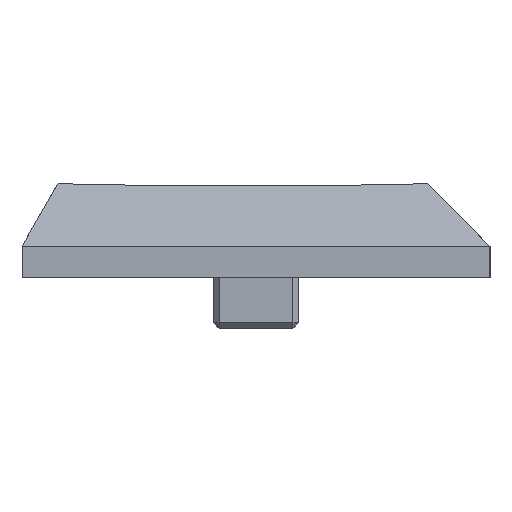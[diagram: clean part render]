
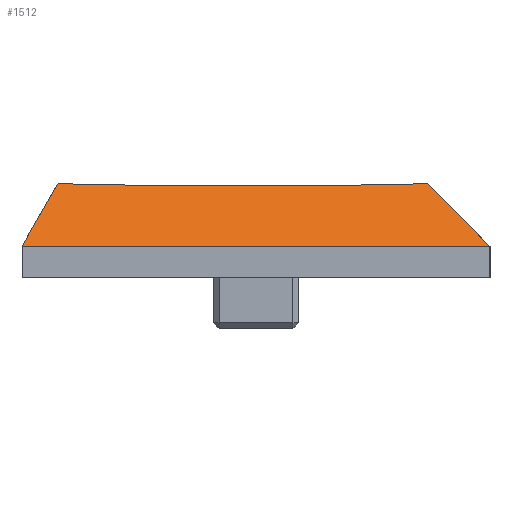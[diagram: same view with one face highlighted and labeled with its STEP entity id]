
A CAD part, left-side view. The second image highlights one B-rep face of the part: STEP entity #1512.
In plain terms, the highlighted planar face has unit normal (-0.866, 0, 0.5).
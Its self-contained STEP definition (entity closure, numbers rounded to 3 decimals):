
#99=FACE_OUTER_BOUND('',#187,.T.);
#187=EDGE_LOOP('',(#1310,#1311,#1312,#1313));
#346=LINE('',#2795,#512);
#349=LINE('',#2801,#515);
#350=LINE('',#2802,#516);
#512=VECTOR('',#1928,10.);
#515=VECTOR('',#1933,10.);
#516=VECTOR('',#1934,10.);
#573=B_SPLINE_CURVE_WITH_KNOTS('',3,(#2757,#2758,#2759,#2760,#2761,#2762,
#2763,#2764,#2765,#2766,#2767,#2768,#2769,#2770,#2771,#2772,#2773,#2774),
 .UNSPECIFIED.,.F.,.F.,(4,2,2,2,2,2,2,2,4),(0.,0.401,0.537,
0.614,0.679,0.754,0.878,1.127,
1.301),.UNSPECIFIED.);
#694=VERTEX_POINT('',#2737);
#695=VERTEX_POINT('',#2756);
#696=VERTEX_POINT('',#2794);
#698=VERTEX_POINT('',#2800);
#900=EDGE_CURVE('',#695,#694,#573,.T.);
#902=EDGE_CURVE('',#696,#695,#346,.T.);
#905=EDGE_CURVE('',#694,#698,#349,.T.);
#906=EDGE_CURVE('',#696,#698,#350,.T.);
#1310=ORIENTED_EDGE('',*,*,#900,.T.);
#1311=ORIENTED_EDGE('',*,*,#905,.T.);
#1312=ORIENTED_EDGE('',*,*,#906,.F.);
#1313=ORIENTED_EDGE('',*,*,#902,.T.);
#1424=PLANE('',#1612);
#1512=ADVANCED_FACE('',(#99),#1424,.T.);
#1612=AXIS2_PLACEMENT_3D('',#2799,#1931,#1932);
#1928=DIRECTION('',(0.378,0.655,0.655));
#1931=DIRECTION('center_axis',(-0.866,0.,0.5));
#1932=DIRECTION('ref_axis',(0.5,0.,0.866));
#1933=DIRECTION('',(-0.447,0.447,-0.775));
#1934=DIRECTION('',(0.,1.,0.));
#2737=CARTESIAN_POINT('',(-7.48,6.98,7.1));
#2756=CARTESIAN_POINT('',(-7.48,-6.05,7.1));
#2757=CARTESIAN_POINT('Ctrl Pts',(-7.48,-6.05,7.1));
#2758=CARTESIAN_POINT('Ctrl Pts',(-7.499,-4.715,7.067));
#2759=CARTESIAN_POINT('Ctrl Pts',(-7.512,-3.378,7.044));
#2760=CARTESIAN_POINT('Ctrl Pts',(-7.523,-1.586,7.026));
#2761=CARTESIAN_POINT('Ctrl Pts',(-7.524,-1.132,7.023));
#2762=CARTESIAN_POINT('Ctrl Pts',(-7.526,-0.418,
7.02));
#2763=CARTESIAN_POINT('Ctrl Pts',(-7.527,-0.159,
7.019));
#2764=CARTESIAN_POINT('Ctrl Pts',(-7.527,0.317,7.018));
#2765=CARTESIAN_POINT('Ctrl Pts',(-7.527,0.534,7.018));
#2766=CARTESIAN_POINT('Ctrl Pts',(-7.527,1.001,7.019));
#2767=CARTESIAN_POINT('Ctrl Pts',(-7.526,1.25,7.019));
#2768=CARTESIAN_POINT('Ctrl Pts',(-7.525,1.914,7.022));
#2769=CARTESIAN_POINT('Ctrl Pts',(-7.523,2.328,7.025));
#2770=CARTESIAN_POINT('Ctrl Pts',(-7.517,3.573,7.036));
#2771=CARTESIAN_POINT('Ctrl Pts',(-7.51,4.402,7.047));
#2772=CARTESIAN_POINT('Ctrl Pts',(-7.495,5.815,7.073));
#2773=CARTESIAN_POINT('Ctrl Pts',(-7.488,6.397,7.086));
#2774=CARTESIAN_POINT('Ctrl Pts',(-7.48,6.98,7.1));
#2794=CARTESIAN_POINT('',(-8.75,-8.25,4.9));
#2795=CARTESIAN_POINT('',(-5.935,-3.374,9.776));
#2799=CARTESIAN_POINT('Origin',(-8.75,0.,4.9));
#2800=CARTESIAN_POINT('',(-8.75,8.25,4.9));
#2801=CARTESIAN_POINT('',(-6.175,5.675,9.36));
#2802=CARTESIAN_POINT('',(-8.75,0.,4.9));
